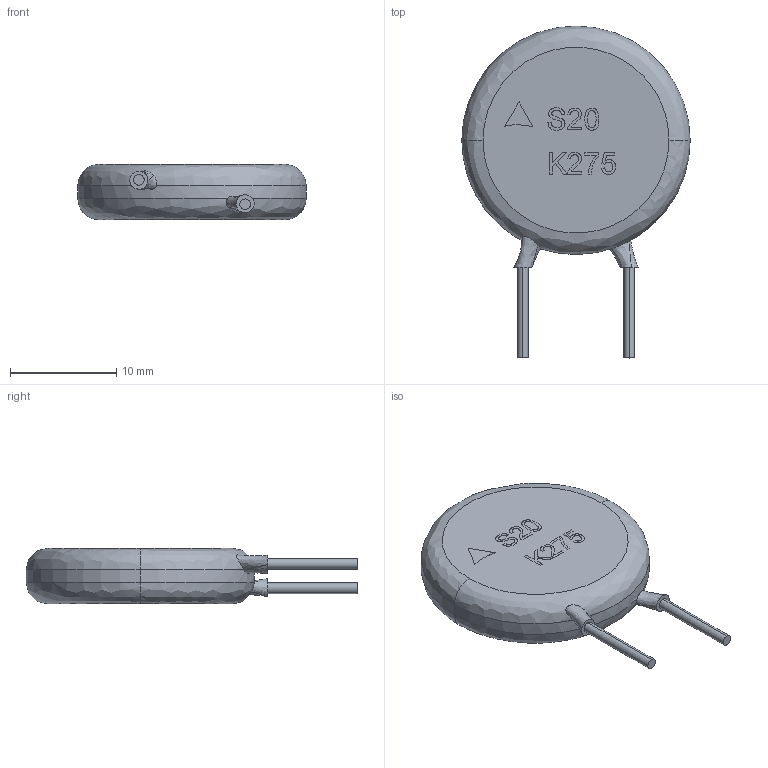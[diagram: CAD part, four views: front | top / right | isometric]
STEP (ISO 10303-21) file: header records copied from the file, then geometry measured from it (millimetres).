
FILE_DESCRIPTION (( 'STEP AP214' ), '1' );
FILE_NAME ('ALSRobot-S20K275.STEP', '2016-07-02T03:33:09', ( 'Windows User' ), ( '' ), 'SwSTEP 2.0', 'SolidWorks 2016', '' );
FILE_SCHEMA (( 'AUTOMOTIVE_DESIGN' ));
Length unit declared in the file: millimetre
Products named in the file (1): ALSRobot-S20K275
Bounding box: 21.5 x 31.25 x 5.21 mm (x, y, z)
Volume: 1799.8 mm3; surface area: 1036.6 mm2
Topology: 1 solids, 1 shells, 120 faces, 317 edges, 210 vertices
Faces by surface type: bspline 62, plane 51, cylinder 7
Entity records: 7112 total; most frequent: CARTESIAN_POINT 4304, ORIENTED_EDGE 634, DIRECTION 327, EDGE_CURVE 317, VERTEX_POINT 210, VECTOR 169, LINE 169, EDGE_LOOP 131
